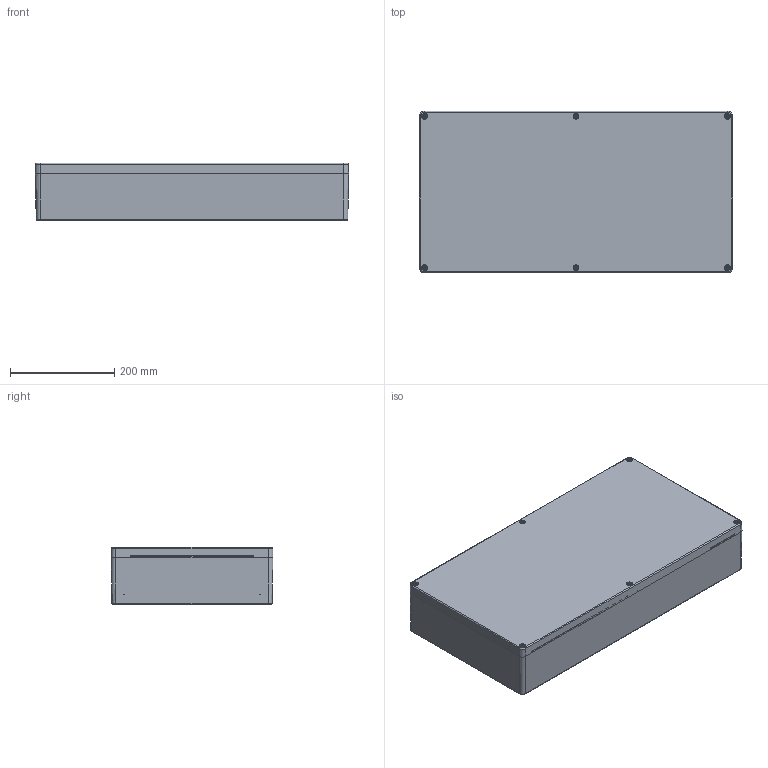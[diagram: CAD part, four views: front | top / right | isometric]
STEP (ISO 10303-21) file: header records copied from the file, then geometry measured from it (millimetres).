
FILE_DESCRIPTION((''),'2;1');
FILE_NAME('0101103800-MBA_603111_VE.stp','2015-01-08T11:16:00',('robin.rentz'),(''),'Autodesk Inventor 2012','Autodesk Inventor 2012','');
FILE_SCHEMA(('CONFIG_CONTROL_DESIGN'));
Length unit declared in the file: millimetre
Products named in the file (5): 0101103800-MBA_603111_VE; 4100103800-UT_603111_VE; 4100103800-OT_603111_VE; Schraube BM 6x30; xxx-O-Ring-MBA_603111
Assembly tree (9 placements, depth 2):
  0101103800-MBA_603111_VE
    4100103800-UT_603111_VE
    4100103800-OT_603111_VE
    Schraube BM 6x30  x6
    xxx-O-Ring-MBA_603111
Bounding box: 600 x 310 x 111 mm (x, y, z)
Volume: 3030594.4 mm3; surface area: 1197354 mm2
Topology: 9 solids, 9 shells, 1486 faces, 3747 edges, 2374 vertices
Faces by surface type: plane 529, bspline 304, cylinder 259, cone 217, torus 171, sphere 6
Full cylindrical faces by diameter (mm): 4.917 x13, 5 x10, 6 x6, 7 x6, 7.5 x4, 8 x6, 10 x6, 11.2 x6, 13.2 x4, 14.3 x4
Entity records: 41249 total; most frequent: CARTESIAN_POINT 12168, ORIENTED_EDGE 6228, DIRECTION 5457, EDGE_CURVE 3114, VERTEX_POINT 2016, AXIS2_PLACEMENT_3D 1949, VECTOR 1559, LINE 1559
